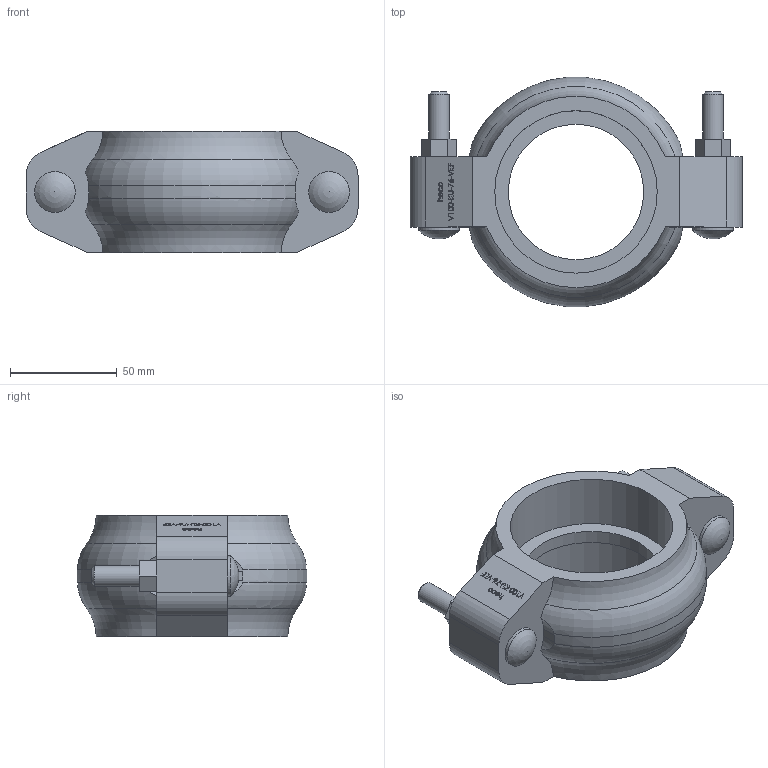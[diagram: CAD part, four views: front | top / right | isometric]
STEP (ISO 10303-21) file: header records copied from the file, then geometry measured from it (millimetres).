
FILE_DESCRIPTION (( 'STEP AP214' ), '1' );
FILE_NAME ('V100-KU-076-VEF Typ E497 DN65 212 Ø76,1 1812.STEP', '2018-12-11T12:47:52', ( '' ), ( '' ), 'SwSTEP 2.0', 'SolidWorks 2016', '' );
FILE_SCHEMA (( 'AUTOMOTIVE_DESIGN' ));
Length unit declared in the file: inch
Products named in the file (1): V100-KU-076-VEF Typ E497 DN65 212 Ø76,1 1812
Bounding box: 155.7 x 107.61 x 57.15 mm (x, y, z)
Volume: 280021.5 mm3; surface area: 54576.6 mm2
Topology: 1 solids, 1 shells, 266 faces, 708 edges, 469 vertices
Faces by surface type: plane 158, bspline 69, cylinder 25, torus 10, cone 2, sphere 2
Full cylindrical faces by diameter (mm): 9.525 x4, 19.05 x2, 63.5 x1, 76.2 x2
Entity records: 15083 total; most frequent: CARTESIAN_POINT 6222, ORIENTED_EDGE 1380, DIRECTION 976, EDGE_CURVE 690, VERTEX_POINT 464, LINE 452, VECTOR 452, EDGE_LOOP 314
